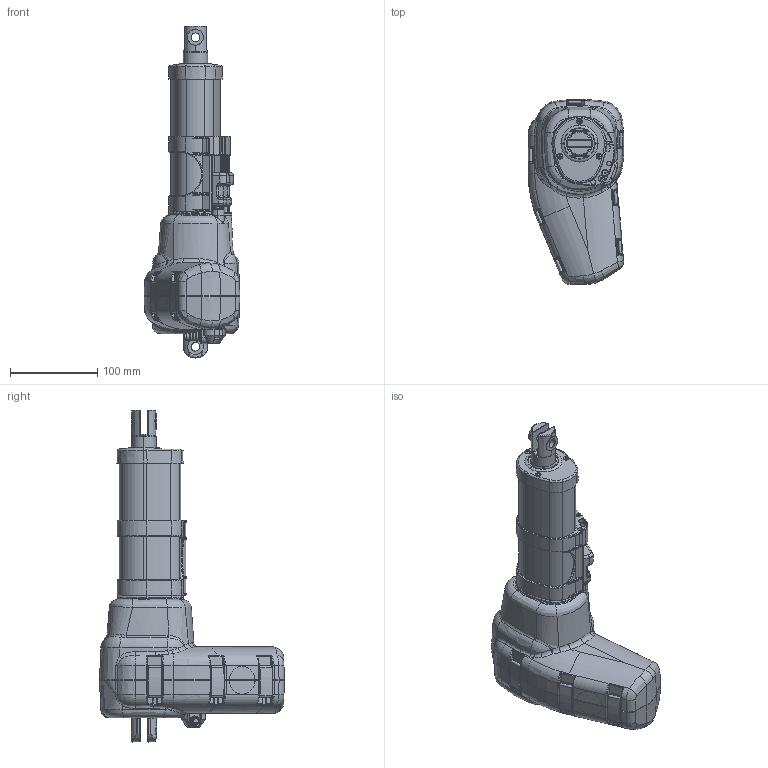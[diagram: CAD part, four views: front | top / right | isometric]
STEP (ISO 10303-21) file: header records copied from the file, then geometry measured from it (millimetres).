
FILE_DESCRIPTION (( 'STEP AP203' ), '1' );
FILE_NAME ('Gigamat QR.STEP', '2013-06-25T13:35:34', ( 'admin' ), ( 'Hewlett-Packard Company' ), 'SwSTEP 2.0', 'SolidWorks 2012', '' );
FILE_SCHEMA (( 'CONFIG_CONTROL_DESIGN' ));
Length unit declared in the file: millimetre
Products named in the file (1): Gigamat QR
Bounding box: 109.94 x 212.44 x 381.46 mm (x, y, z)
Volume: 2446464.7 mm3; surface area: 177922.1 mm2
Topology: 1 solids, 1 shells, 2564 faces, 6568 edges, 3999 vertices
Faces by surface type: plane 715, bspline 713, cylinder 643, torus 238, cone 197, sphere 58
Entity records: 97872 total; most frequent: CARTESIAN_POINT 42190, ORIENTED_EDGE 13046, DIRECTION 10213, EDGE_CURVE 6523, VERTEX_POINT 3997, AXIS2_PLACEMENT_3D 3917, EDGE_LOOP 2618, ADVANCED_FACE 2564
